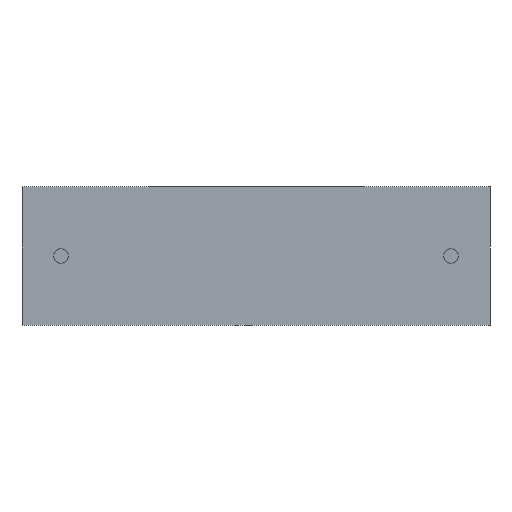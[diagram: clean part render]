
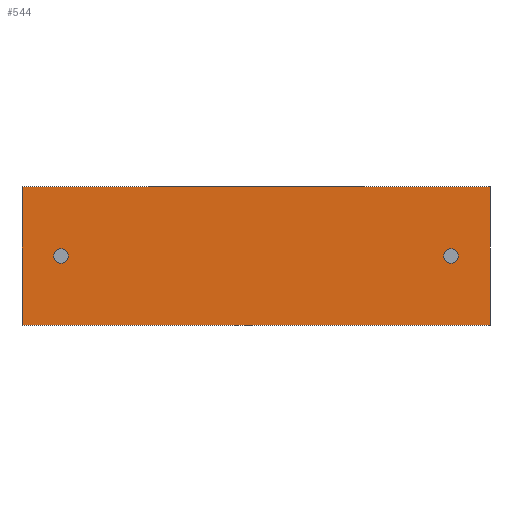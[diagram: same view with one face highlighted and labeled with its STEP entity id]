
A CAD part, front view. The second image highlights one B-rep face of the part: STEP entity #544.
In plain terms, the highlighted planar face has unit normal (0, -1, 0).
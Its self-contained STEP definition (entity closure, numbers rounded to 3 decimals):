
#18 = EDGE_CURVE ( 'NONE', #1240, #171, #135, .T. ) ;
#65 = ORIENTED_EDGE ( 'NONE', *, *, #966, .F. ) ;
#72 = EDGE_CURVE ( 'NONE', #1745, #364, #1858, .T. ) ;
#90 = CARTESIAN_POINT ( 'NONE',  ( 0., 0., 0. ) ) ;
#92 = VECTOR ( 'NONE', #716, 1000. ) ;
#101 = ORIENTED_EDGE ( 'NONE', *, *, #72, .F. ) ;
#109 = VECTOR ( 'NONE', #2376, 1000. ) ;
#135 = CIRCLE ( 'NONE', #1863, 0.425 ) ;
#152 = EDGE_CURVE ( 'NONE', #2235, #364, #2157, .T. ) ;
#171 = VERTEX_POINT ( 'NONE', #451 ) ;
#181 = VECTOR ( 'NONE', #976, 1000. ) ;
#198 = CARTESIAN_POINT ( 'NONE',  ( 24.75, 0., 4. ) ) ;
#208 = CARTESIAN_POINT ( 'NONE',  ( 24.75, 0., 3.575 ) ) ;
#236 = DIRECTION ( 'NONE',  ( 0., 0., -1. ) ) ;
#324 = DIRECTION ( 'NONE',  ( 0., 0., 1. ) ) ;
#332 = LINE ( 'NONE', #1682, #92 ) ;
#364 = VERTEX_POINT ( 'NONE', #2032 ) ;
#368 = CARTESIAN_POINT ( 'NONE',  ( 0., 0., 8. ) ) ;
#381 = EDGE_CURVE ( 'NONE', #1926, #2235, #1740, .T. ) ;
#451 = CARTESIAN_POINT ( 'NONE',  ( 24.75, 0., 4.425 ) ) ;
#512 = CARTESIAN_POINT ( 'NONE',  ( 2.25, 0., 4.425 ) ) ;
#544 = ADVANCED_FACE ( 'NONE', ( #785, #750, #883 ), #1877, .F. ) ;
#714 = ORIENTED_EDGE ( 'NONE', *, *, #2381, .T. ) ;
#716 = DIRECTION ( 'NONE',  ( 1., 0., 0. ) ) ;
#750 = FACE_OUTER_BOUND ( 'NONE', #863, .T. ) ;
#785 = FACE_BOUND ( 'NONE', #1964, .T. ) ;
#832 = CIRCLE ( 'NONE', #1276, 0.425 ) ;
#863 = EDGE_LOOP ( 'NONE', ( #2218, #101, #984, #2341 ) ) ;
#883 = FACE_BOUND ( 'NONE', #1494, .T. ) ;
#893 = DIRECTION ( 'NONE',  ( 0., -1., 0. ) ) ;
#966 = EDGE_CURVE ( 'NONE', #2414, #1101, #1736, .T. ) ;
#976 = DIRECTION ( 'NONE',  ( 0., 0., -1. ) ) ;
#984 = ORIENTED_EDGE ( 'NONE', *, *, #2006, .F. ) ;
#1047 = CARTESIAN_POINT ( 'NONE',  ( 0., 0., 0. ) ) ;
#1076 = CIRCLE ( 'NONE', #1111, 0.425 ) ;
#1101 = VERTEX_POINT ( 'NONE', #2481 ) ;
#1111 = AXIS2_PLACEMENT_3D ( 'NONE', #1925, #1544, #2113 ) ;
#1139 = ORIENTED_EDGE ( 'NONE', *, *, #18, .T. ) ;
#1230 = VECTOR ( 'NONE', #1686, 1000. ) ;
#1240 = VERTEX_POINT ( 'NONE', #208 ) ;
#1276 = AXIS2_PLACEMENT_3D ( 'NONE', #2181, #2370, #1414 ) ;
#1414 = DIRECTION ( 'NONE',  ( 0., 0., 1. ) ) ;
#1494 = EDGE_LOOP ( 'NONE', ( #65, #2080 ) ) ;
#1544 = DIRECTION ( 'NONE',  ( 0., 1., 0. ) ) ;
#1638 = CARTESIAN_POINT ( 'NONE',  ( 0., 0., 8. ) ) ;
#1682 = CARTESIAN_POINT ( 'NONE',  ( 0., 0., 8. ) ) ;
#1686 = DIRECTION ( 'NONE',  ( 0., 0., -1. ) ) ;
#1718 = DIRECTION ( 'NONE',  ( 0., 0., 1. ) ) ;
#1736 = CIRCLE ( 'NONE', #1841, 0.425 ) ;
#1740 = LINE ( 'NONE', #1852, #1230 ) ;
#1745 = VERTEX_POINT ( 'NONE', #2153 ) ;
#1841 = AXIS2_PLACEMENT_3D ( 'NONE', #2055, #893, #324 ) ;
#1852 = CARTESIAN_POINT ( 'NONE',  ( 0., 0., 8. ) ) ;
#1858 = LINE ( 'NONE', #1977, #181 ) ;
#1863 = AXIS2_PLACEMENT_3D ( 'NONE', #198, #1971, #236 ) ;
#1877 = PLANE ( 'NONE',  #1992 ) ;
#1925 = CARTESIAN_POINT ( 'NONE',  ( 24.75, 0., 4. ) ) ;
#1926 = VERTEX_POINT ( 'NONE', #1638 ) ;
#1964 = EDGE_LOOP ( 'NONE', ( #714, #1139 ) ) ;
#1971 = DIRECTION ( 'NONE',  ( 0., 1., 0. ) ) ;
#1977 = CARTESIAN_POINT ( 'NONE',  ( 27., 0., 8. ) ) ;
#1992 = AXIS2_PLACEMENT_3D ( 'NONE', #368, #2462, #1718 ) ;
#2006 = EDGE_CURVE ( 'NONE', #1926, #1745, #332, .T. ) ;
#2032 = CARTESIAN_POINT ( 'NONE',  ( 27., 0., 0. ) ) ;
#2055 = CARTESIAN_POINT ( 'NONE',  ( 2.25, 0., 4. ) ) ;
#2080 = ORIENTED_EDGE ( 'NONE', *, *, #2119, .F. ) ;
#2113 = DIRECTION ( 'NONE',  ( 0., 0., -1. ) ) ;
#2119 = EDGE_CURVE ( 'NONE', #1101, #2414, #832, .T. ) ;
#2153 = CARTESIAN_POINT ( 'NONE',  ( 27., 0., 8. ) ) ;
#2157 = LINE ( 'NONE', #1047, #109 ) ;
#2181 = CARTESIAN_POINT ( 'NONE',  ( 2.25, 0., 4. ) ) ;
#2218 = ORIENTED_EDGE ( 'NONE', *, *, #152, .T. ) ;
#2235 = VERTEX_POINT ( 'NONE', #90 ) ;
#2341 = ORIENTED_EDGE ( 'NONE', *, *, #381, .T. ) ;
#2370 = DIRECTION ( 'NONE',  ( 0., -1., 0. ) ) ;
#2376 = DIRECTION ( 'NONE',  ( 1., 0., 0. ) ) ;
#2381 = EDGE_CURVE ( 'NONE', #171, #1240, #1076, .T. ) ;
#2414 = VERTEX_POINT ( 'NONE', #512 ) ;
#2462 = DIRECTION ( 'NONE',  ( 0., 1., 0. ) ) ;
#2481 = CARTESIAN_POINT ( 'NONE',  ( 2.25, 0., 3.575 ) ) ;
